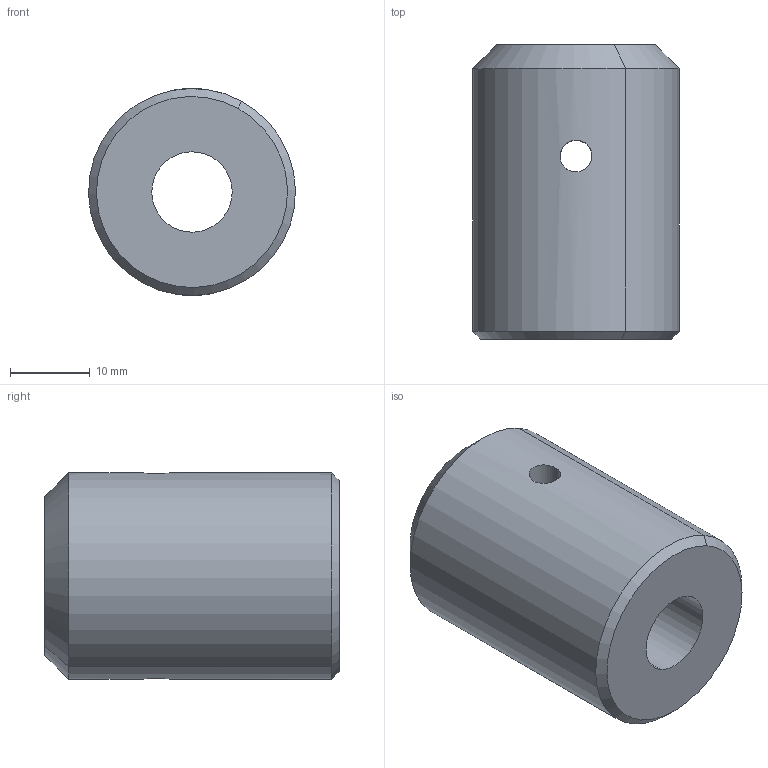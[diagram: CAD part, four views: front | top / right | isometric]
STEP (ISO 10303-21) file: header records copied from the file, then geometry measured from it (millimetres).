
FILE_DESCRIPTION(('CATIA V5 STEP Exchange'),'2;1');
FILE_NAME('EOLX1.2-D-130-007_A.stp','2020-01-30T22:16:15+00:00',('none'),('none'),'CATIA Version 5 Release 21 GA (IN-10)','CATIA V5 STEP AP203','none');
FILE_SCHEMA(('CONFIG_CONTROL_DESIGN'));
Length unit declared in the file: millimetre
Products named in the file (1): EOLX1.2-D-130-007_A
Bounding box: 25.99 x 37 x 26 mm (x, y, z)
Volume: 16095.4 mm3; surface area: 5036.6 mm2
Topology: 1 solids, 1 shells, 16 faces, 36 edges, 22 vertices
Faces by surface type: cylinder 8, cone 6, plane 2
Entity records: 534 total; most frequent: CARTESIAN_POINT 168, ORIENTED_EDGE 72, DIRECTION 46, EDGE_CURVE 36, AXIS2_PLACEMENT_3D 24, EDGE_LOOP 22, VERTEX_POINT 22, ADVANCED_FACE 16
